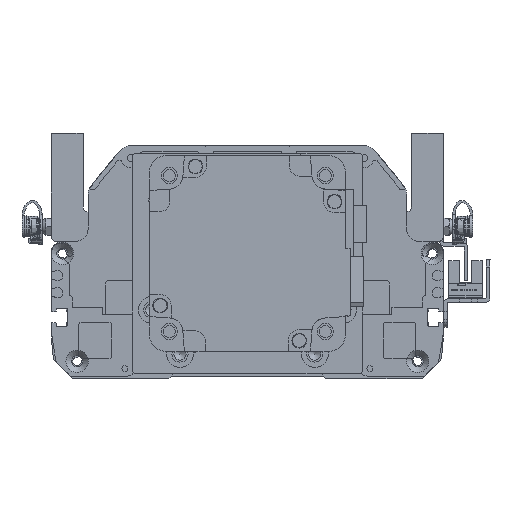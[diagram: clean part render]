
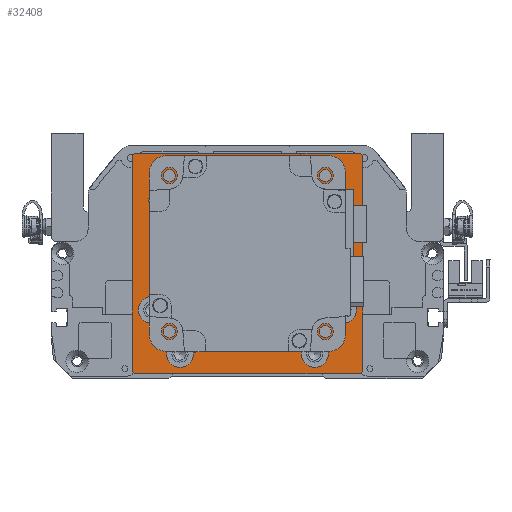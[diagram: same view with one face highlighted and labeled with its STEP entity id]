
A CAD part, front view. The second image highlights one B-rep face of the part: STEP entity #32408.
In plain terms, the highlighted face is planar.
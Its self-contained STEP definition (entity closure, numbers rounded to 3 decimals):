
#2079=FACE_BOUND('',#7057,.T.);
#2080=FACE_BOUND('',#7058,.T.);
#2081=FACE_BOUND('',#7059,.T.);
#2082=FACE_BOUND('',#7060,.T.);
#2083=FACE_BOUND('',#7061,.T.);
#2084=FACE_BOUND('',#7062,.T.);
#2085=FACE_BOUND('',#7063,.T.);
#2086=FACE_BOUND('',#7064,.T.);
#2087=FACE_BOUND('',#7065,.T.);
#2740=PLANE('',#35944);
#5074=FACE_OUTER_BOUND('',#7056,.T.);
#7056=EDGE_LOOP('',(#29615,#29616,#29617,#29618,#29619,#29620,#29621,#29622));
#7057=EDGE_LOOP('',(#29623));
#7058=EDGE_LOOP('',(#29624));
#7059=EDGE_LOOP('',(#29625));
#7060=EDGE_LOOP('',(#29626));
#7061=EDGE_LOOP('',(#29627));
#7062=EDGE_LOOP('',(#29628));
#7063=EDGE_LOOP('',(#29629));
#7064=EDGE_LOOP('',(#29630));
#7065=EDGE_LOOP('',(#29631));
#9522=LINE('',#57788,#12011);
#9524=LINE('',#57792,#12013);
#9527=LINE('',#57798,#12016);
#9528=LINE('',#57800,#12017);
#9529=LINE('',#57802,#12018);
#9530=LINE('',#57804,#12019);
#9531=LINE('',#57806,#12020);
#9532=LINE('',#57807,#12021);
#12011=VECTOR('',#44305,10.);
#12013=VECTOR('',#44309,10.);
#12016=VECTOR('',#44314,10.);
#12017=VECTOR('',#44315,10.);
#12018=VECTOR('',#44316,10.);
#12019=VECTOR('',#44317,10.);
#12020=VECTOR('',#44318,10.);
#12021=VECTOR('',#44319,10.);
#13668=CIRCLE('',#35945,35.);
#13669=CIRCLE('',#35946,2.459);
#13670=CIRCLE('',#35947,2.459);
#13671=CIRCLE('',#35948,2.459);
#13672=CIRCLE('',#35949,2.459);
#13673=CIRCLE('',#35950,5.5);
#13674=CIRCLE('',#35951,5.5);
#13675=CIRCLE('',#35952,5.5);
#13676=CIRCLE('',#35953,5.5);
#16558=VERTEX_POINT('',#57785);
#16559=VERTEX_POINT('',#57787);
#16560=VERTEX_POINT('',#57791);
#16562=VERTEX_POINT('',#57797);
#16563=VERTEX_POINT('',#57799);
#16564=VERTEX_POINT('',#57801);
#16565=VERTEX_POINT('',#57803);
#16566=VERTEX_POINT('',#57805);
#16567=VERTEX_POINT('',#57808);
#16568=VERTEX_POINT('',#57810);
#16569=VERTEX_POINT('',#57812);
#16570=VERTEX_POINT('',#57814);
#16571=VERTEX_POINT('',#57816);
#16572=VERTEX_POINT('',#57818);
#16573=VERTEX_POINT('',#57820);
#16574=VERTEX_POINT('',#57822);
#16575=VERTEX_POINT('',#57824);
#20974=EDGE_CURVE('',#16558,#16559,#9522,.T.);
#20976=EDGE_CURVE('',#16560,#16559,#9524,.T.);
#20979=EDGE_CURVE('',#16558,#16562,#9527,.T.);
#20980=EDGE_CURVE('',#16563,#16562,#9528,.T.);
#20981=EDGE_CURVE('',#16563,#16564,#9529,.T.);
#20982=EDGE_CURVE('',#16565,#16564,#9530,.T.);
#20983=EDGE_CURVE('',#16565,#16566,#9531,.T.);
#20984=EDGE_CURVE('',#16560,#16566,#9532,.T.);
#20985=EDGE_CURVE('',#16567,#16567,#13668,.T.);
#20986=EDGE_CURVE('',#16568,#16568,#13669,.T.);
#20987=EDGE_CURVE('',#16569,#16569,#13670,.T.);
#20988=EDGE_CURVE('',#16570,#16570,#13671,.T.);
#20989=EDGE_CURVE('',#16571,#16571,#13672,.T.);
#20990=EDGE_CURVE('',#16572,#16572,#13673,.T.);
#20991=EDGE_CURVE('',#16573,#16573,#13674,.T.);
#20992=EDGE_CURVE('',#16574,#16574,#13675,.T.);
#20993=EDGE_CURVE('',#16575,#16575,#13676,.T.);
#29615=ORIENTED_EDGE('',*,*,#20974,.F.);
#29616=ORIENTED_EDGE('',*,*,#20979,.T.);
#29617=ORIENTED_EDGE('',*,*,#20980,.F.);
#29618=ORIENTED_EDGE('',*,*,#20981,.T.);
#29619=ORIENTED_EDGE('',*,*,#20982,.F.);
#29620=ORIENTED_EDGE('',*,*,#20983,.T.);
#29621=ORIENTED_EDGE('',*,*,#20984,.F.);
#29622=ORIENTED_EDGE('',*,*,#20976,.T.);
#29623=ORIENTED_EDGE('',*,*,#20985,.T.);
#29624=ORIENTED_EDGE('',*,*,#20986,.T.);
#29625=ORIENTED_EDGE('',*,*,#20987,.T.);
#29626=ORIENTED_EDGE('',*,*,#20988,.T.);
#29627=ORIENTED_EDGE('',*,*,#20989,.T.);
#29628=ORIENTED_EDGE('',*,*,#20990,.T.);
#29629=ORIENTED_EDGE('',*,*,#20991,.T.);
#29630=ORIENTED_EDGE('',*,*,#20992,.T.);
#29631=ORIENTED_EDGE('',*,*,#20993,.T.);
#32408=ADVANCED_FACE('',(#5074,#2079,#2080,#2081,#2082,#2083,#2084,#2085,
#2086,#2087),#2740,.T.);
#35944=AXIS2_PLACEMENT_3D('',#57796,#44312,#44313);
#35945=AXIS2_PLACEMENT_3D('',#57809,#44320,#44321);
#35946=AXIS2_PLACEMENT_3D('',#57811,#44322,#44323);
#35947=AXIS2_PLACEMENT_3D('',#57813,#44324,#44325);
#35948=AXIS2_PLACEMENT_3D('',#57815,#44326,#44327);
#35949=AXIS2_PLACEMENT_3D('',#57817,#44328,#44329);
#35950=AXIS2_PLACEMENT_3D('',#57819,#44330,#44331);
#35951=AXIS2_PLACEMENT_3D('',#57821,#44332,#44333);
#35952=AXIS2_PLACEMENT_3D('',#57823,#44334,#44335);
#35953=AXIS2_PLACEMENT_3D('',#57825,#44336,#44337);
#44305=DIRECTION('',(0.707,0.707,0.));
#44309=DIRECTION('',(-1.,0.,0.));
#44312=DIRECTION('center_axis',(0.,0.,1.));
#44313=DIRECTION('ref_axis',(1.,0.,0.));
#44314=DIRECTION('',(0.,-1.,0.));
#44315=DIRECTION('',(-0.707,0.707,0.));
#44316=DIRECTION('',(1.,0.,0.));
#44317=DIRECTION('',(-0.707,-0.707,0.));
#44318=DIRECTION('',(0.,1.,0.));
#44319=DIRECTION('',(0.707,-0.707,0.));
#44320=DIRECTION('center_axis',(0.,0.,-1.));
#44321=DIRECTION('ref_axis',(1.,0.,0.));
#44322=DIRECTION('center_axis',(0.,0.,-1.));
#44323=DIRECTION('ref_axis',(1.,0.,0.));
#44324=DIRECTION('center_axis',(0.,0.,-1.));
#44325=DIRECTION('ref_axis',(1.,0.,0.));
#44326=DIRECTION('center_axis',(0.,0.,-1.));
#44327=DIRECTION('ref_axis',(1.,0.,0.));
#44328=DIRECTION('center_axis',(0.,0.,-1.));
#44329=DIRECTION('ref_axis',(1.,0.,0.));
#44330=DIRECTION('center_axis',(0.,0.,-1.));
#44331=DIRECTION('ref_axis',(1.,0.,0.));
#44332=DIRECTION('center_axis',(0.,0.,-1.));
#44333=DIRECTION('ref_axis',(1.,0.,0.));
#44334=DIRECTION('center_axis',(0.,0.,-1.));
#44335=DIRECTION('ref_axis',(1.,0.,0.));
#44336=DIRECTION('center_axis',(0.,0.,-1.));
#44337=DIRECTION('ref_axis',(1.,0.,0.));
#57785=CARTESIAN_POINT('',(-47.,44.5,76.));
#57787=CARTESIAN_POINT('',(-46.,45.5,76.));
#57788=CARTESIAN_POINT('',(-46.125,45.375,76.));
#57791=CARTESIAN_POINT('',(46.,45.5,76.));
#57792=CARTESIAN_POINT('',(47.,45.5,76.));
#57796=CARTESIAN_POINT('Origin',(0.,0.,
76.));
#57797=CARTESIAN_POINT('',(-47.,-43.5,76.));
#57798=CARTESIAN_POINT('',(-47.,44.5,76.));
#57799=CARTESIAN_POINT('',(-46.,-44.5,76.));
#57800=CARTESIAN_POINT('',(-45.875,-44.625,76.));
#57801=CARTESIAN_POINT('',(46.,-44.5,76.));
#57802=CARTESIAN_POINT('',(-47.,-44.5,76.));
#57803=CARTESIAN_POINT('',(47.,-43.5,76.));
#57804=CARTESIAN_POINT('',(45.875,-44.625,76.));
#57805=CARTESIAN_POINT('',(47.,44.5,76.));
#57806=CARTESIAN_POINT('',(47.,-44.5,76.));
#57807=CARTESIAN_POINT('',(46.125,45.375,76.));
#57808=CARTESIAN_POINT('',(-35.,4.5,76.));
#57809=CARTESIAN_POINT('Origin',(0.,4.5,76.));
#57810=CARTESIAN_POINT('',(29.361,-27.32,76.));
#57811=CARTESIAN_POINT('Origin',(31.82,-27.32,76.));
#57812=CARTESIAN_POINT('',(29.361,36.32,76.));
#57813=CARTESIAN_POINT('Origin',(31.82,36.32,76.));
#57814=CARTESIAN_POINT('',(-34.278,36.32,76.));
#57815=CARTESIAN_POINT('Origin',(-31.82,36.32,76.));
#57816=CARTESIAN_POINT('',(-34.278,-27.32,76.));
#57817=CARTESIAN_POINT('Origin',(-31.82,-27.32,76.));
#57818=CARTESIAN_POINT('',(-44.5,-18.5,76.));
#57819=CARTESIAN_POINT('Origin',(-39.,-18.5,76.));
#57820=CARTESIAN_POINT('',(33.5,-18.5,76.));
#57821=CARTESIAN_POINT('Origin',(39.,-18.5,76.));
#57822=CARTESIAN_POINT('',(22.,-36.5,76.));
#57823=CARTESIAN_POINT('Origin',(27.5,-36.5,76.));
#57824=CARTESIAN_POINT('',(-33.,-36.5,76.));
#57825=CARTESIAN_POINT('Origin',(-27.5,-36.5,76.));
